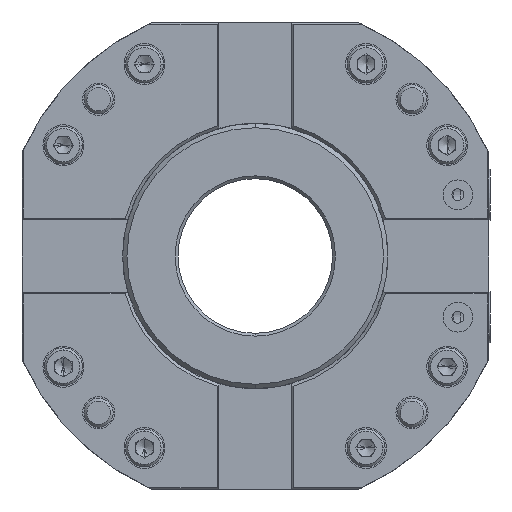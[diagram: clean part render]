
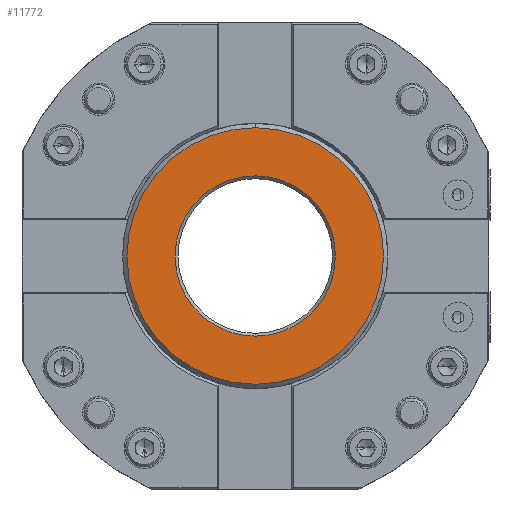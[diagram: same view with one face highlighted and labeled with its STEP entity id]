
A CAD part, left-side view. The second image highlights one B-rep face of the part: STEP entity #11772.
In plain terms, the highlighted planar face has unit normal (-1, 0, 0).
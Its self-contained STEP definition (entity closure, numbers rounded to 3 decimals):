
#533 = AXIS2_PLACEMENT_3D ( 'NONE', #4676, #11845, #12796 ) ;
#578 = VERTEX_POINT ( 'NONE', #5858 ) ;
#892 = ORIENTED_EDGE ( 'NONE', *, *, #11462, .T. ) ;
#1668 = DIRECTION ( 'NONE',  ( -1., 0., 0. ) ) ;
#1817 = EDGE_CURVE ( 'NONE', #5744, #578, #7370, .T. ) ;
#2107 = CARTESIAN_POINT ( 'NONE',  ( 0., 0., 0. ) ) ;
#2615 = VERTEX_POINT ( 'NONE', #4748 ) ;
#3065 = CARTESIAN_POINT ( 'NONE',  ( 0., 26.5, 0. ) ) ;
#3791 = AXIS2_PLACEMENT_3D ( 'NONE', #6390, #11516, #8491 ) ;
#4257 = DIRECTION ( 'NONE',  ( -1., 0., 0. ) ) ;
#4315 = AXIS2_PLACEMENT_3D ( 'NONE', #11753, #1668, #11923 ) ;
#4514 = EDGE_LOOP ( 'NONE', ( #11293, #12362 ) ) ;
#4644 = CIRCLE ( 'NONE', #3791, 27.5 ) ;
#4676 = CARTESIAN_POINT ( 'NONE',  ( 0., 0., 0. ) ) ;
#4748 = CARTESIAN_POINT ( 'NONE',  ( 0., 0., 44. ) ) ;
#4952 = CARTESIAN_POINT ( 'NONE',  ( 0., 0., -27.5 ) ) ;
#5744 = VERTEX_POINT ( 'NONE', #4952 ) ;
#5858 = CARTESIAN_POINT ( 'NONE',  ( 0., 0., 27.5 ) ) ;
#6008 = AXIS2_PLACEMENT_3D ( 'NONE', #3065, #6967, #8078 ) ;
#6390 = CARTESIAN_POINT ( 'NONE',  ( 0., 0., 0. ) ) ;
#6967 = DIRECTION ( 'NONE',  ( -1., 0., 0. ) ) ;
#7300 = CARTESIAN_POINT ( 'NONE',  ( 0., 0., -44. ) ) ;
#7370 = CIRCLE ( 'NONE', #533, 27.5 ) ;
#7655 = VERTEX_POINT ( 'NONE', #7300 ) ;
#8078 = DIRECTION ( 'NONE',  ( 0., 0., 1. ) ) ;
#8210 = PLANE ( 'NONE',  #6008 ) ;
#8482 = EDGE_CURVE ( 'NONE', #2615, #7655, #11615, .T. ) ;
#8491 = DIRECTION ( 'NONE',  ( 0., 0., 1. ) ) ;
#9281 = DIRECTION ( 'NONE',  ( 0., 0., 1. ) ) ;
#10087 = CIRCLE ( 'NONE', #4315, 44. ) ;
#10102 = FACE_OUTER_BOUND ( 'NONE', #4514, .T. ) ;
#11293 = ORIENTED_EDGE ( 'NONE', *, *, #12136, .T. ) ;
#11374 = EDGE_LOOP ( 'NONE', ( #892, #12241 ) ) ;
#11462 = EDGE_CURVE ( 'NONE', #578, #5744, #4644, .T. ) ;
#11516 = DIRECTION ( 'NONE',  ( 1., 0., 0. ) ) ;
#11615 = CIRCLE ( 'NONE', #11766, 44. ) ;
#11753 = CARTESIAN_POINT ( 'NONE',  ( 0., 0., 0. ) ) ;
#11766 = AXIS2_PLACEMENT_3D ( 'NONE', #2107, #4257, #9281 ) ;
#11772 = ADVANCED_FACE ( 'NONE', ( #12820, #10102 ), #8210, .T. ) ;
#11845 = DIRECTION ( 'NONE',  ( 1., 0., 0. ) ) ;
#11923 = DIRECTION ( 'NONE',  ( 0., 0., 1. ) ) ;
#12136 = EDGE_CURVE ( 'NONE', #7655, #2615, #10087, .T. ) ;
#12241 = ORIENTED_EDGE ( 'NONE', *, *, #1817, .T. ) ;
#12362 = ORIENTED_EDGE ( 'NONE', *, *, #8482, .T. ) ;
#12796 = DIRECTION ( 'NONE',  ( 0., 0., 1. ) ) ;
#12820 = FACE_BOUND ( 'NONE', #11374, .T. ) ;
